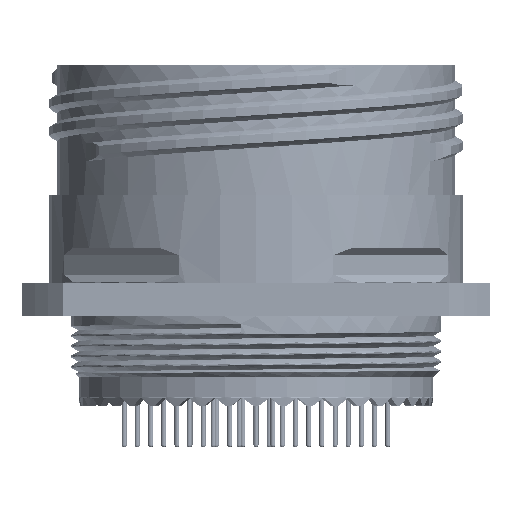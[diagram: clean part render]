
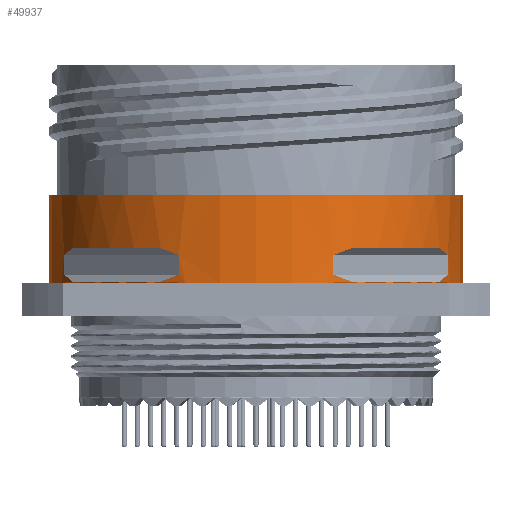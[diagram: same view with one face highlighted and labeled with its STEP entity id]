
A CAD part, left-side view. The second image highlights one B-rep face of the part: STEP entity #49937.
In plain terms, the highlighted cylindrical face has radius 18.948 mm (diameter 37.897 mm), a partial arc.
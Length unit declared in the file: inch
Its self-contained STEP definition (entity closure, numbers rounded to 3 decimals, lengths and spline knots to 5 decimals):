
#2978=CARTESIAN_POINT('',(0.,0.,0.3185));
#2979=DIRECTION('',(0.,0.,1.));
#2980=DIRECTION('',(0.,1.,0.));
#2981=AXIS2_PLACEMENT_3D('',#2978,#2979,#2980);
#2988=DIRECTION('',(0.,0.,1.));
#2989=VECTOR('',#2988,0.3185);
#2990=CARTESIAN_POINT('',(0.,0.746,0.));
#2991=LINE('',#2990,#2989);
#2992=DIRECTION('',(0.,0.,1.));
#2993=VECTOR('',#2992,0.3185);
#2994=CARTESIAN_POINT('',(0.,-0.746,0.));
#2995=LINE('',#2994,#2993);
#2996=CARTESIAN_POINT('',(0.,0.,0.));
#2997=DIRECTION('',(0.,0.,1.));
#2998=DIRECTION('',(0.,1.,0.));
#2999=AXIS2_PLACEMENT_3D('',#2996,#2997,#2998);
#3001=CARTESIAN_POINT('',(0.,0.,0.005));
#3002=DIRECTION('',(0.,0.,-1.));
#3003=DIRECTION('',(-0.887,0.461,0.));
#3004=AXIS2_PLACEMENT_3D('',#3001,#3002,#3003);
#3006=DIRECTION('',(0.,0.,-1.));
#3007=VECTOR('',#3006,0.07);
#3008=CARTESIAN_POINT('',(-0.69211,0.2784,0.1));
#3009=LINE('',#3008,#3007);
#3010=CARTESIAN_POINT('',(0.,0.,0.125));
#3011=DIRECTION('',(0.,0.,-1.));
#3012=DIRECTION('',(-0.887,0.461,0.));
#3013=AXIS2_PLACEMENT_3D('',#3010,#3011,#3012);
#3015=DIRECTION('',(0.,0.,-1.));
#3016=VECTOR('',#3015,0.07);
#3017=CARTESIAN_POINT('',(-0.2784,0.69211,0.1));
#3018=LINE('',#3017,#3016);
#3019=DIRECTION('',(0.,0.,-1.));
#3020=VECTOR('',#3019,0.07);
#3021=CARTESIAN_POINT('',(-0.69211,-0.2784,0.1));
#3022=LINE('',#3021,#3020);
#3023=CARTESIAN_POINT('',(0.,0.,0.005));
#3024=DIRECTION('',(0.,0.,-1.));
#3025=DIRECTION('',(-0.461,-0.887,0.));
#3026=AXIS2_PLACEMENT_3D('',#3023,#3024,#3025);
#3028=DIRECTION('',(0.,0.,-1.));
#3029=VECTOR('',#3028,0.07);
#3030=CARTESIAN_POINT('',(-0.2784,-0.69211,0.1));
#3031=LINE('',#3030,#3029);
#3032=CARTESIAN_POINT('',(0.,0.,0.125));
#3033=DIRECTION('',(0.,0.,-1.));
#3034=DIRECTION('',(-0.461,-0.887,0.));
#3035=AXIS2_PLACEMENT_3D('',#3032,#3033,#3034);
#29245=CARTESIAN_POINT('',(-0.34381,0.66205,0.005));
#29246=CARTESIAN_POINT('',(-0.32219,0.67328,
0.01235));
#29247=CARTESIAN_POINT('',(-0.30038,0.68326,
0.02071));
#29248=CARTESIAN_POINT('',(-0.2784,0.69211,0.03));
#29250=CARTESIAN_POINT('',(-0.69211,0.2784,0.03));
#29251=CARTESIAN_POINT('',(-0.68326,0.30038,
0.02071));
#29252=CARTESIAN_POINT('',(-0.67328,0.32219,
0.01235));
#29253=CARTESIAN_POINT('',(-0.66205,0.34381,0.005));
#29263=CARTESIAN_POINT('',(-0.66205,0.34381,0.125));
#29264=CARTESIAN_POINT('',(-0.67328,0.32219,
0.11765));
#29265=CARTESIAN_POINT('',(-0.68326,0.30038,
0.10929));
#29266=CARTESIAN_POINT('',(-0.69211,0.2784,0.1));
#29268=CARTESIAN_POINT('',(-0.2784,0.69211,0.1));
#29269=CARTESIAN_POINT('',(-0.30038,0.68326,
0.10929));
#29270=CARTESIAN_POINT('',(-0.32219,0.67328,
0.11765));
#29271=CARTESIAN_POINT('',(-0.34381,0.66205,0.125));
#29285=CARTESIAN_POINT('',(-0.66205,-0.34381,0.005));
#29286=CARTESIAN_POINT('',(-0.67328,-0.32219,
0.01235));
#29287=CARTESIAN_POINT('',(-0.68326,-0.30038,
0.02071));
#29288=CARTESIAN_POINT('',(-0.69211,-0.2784,0.03));
#29290=CARTESIAN_POINT('',(-0.2784,-0.69211,0.03));
#29291=CARTESIAN_POINT('',(-0.30038,-0.68326,
0.02071));
#29292=CARTESIAN_POINT('',(-0.32219,-0.67328,
0.01235));
#29293=CARTESIAN_POINT('',(-0.34381,-0.66205,0.005));
#29299=CARTESIAN_POINT('',(-0.34381,-0.66205,0.125));
#29300=CARTESIAN_POINT('',(-0.32219,-0.67328,
0.11765));
#29301=CARTESIAN_POINT('',(-0.30038,-0.68326,
0.10929));
#29302=CARTESIAN_POINT('',(-0.2784,-0.69211,0.1));
#29304=CARTESIAN_POINT('',(-0.69211,-0.2784,0.1));
#29305=CARTESIAN_POINT('',(-0.68326,-0.30038,
0.10929));
#29306=CARTESIAN_POINT('',(-0.67328,-0.32219,
0.11765));
#29307=CARTESIAN_POINT('',(-0.66205,-0.34381,0.125));
#40697=CARTESIAN_POINT('',(0.,0.746,0.));
#40698=CARTESIAN_POINT('',(0.,0.746,0.3185));
#40699=VERTEX_POINT('',#40697);
#40700=VERTEX_POINT('',#40698);
#40701=CARTESIAN_POINT('',(0.,-0.746,0.));
#40702=CARTESIAN_POINT('',(0.,-0.746,0.3185));
#40703=VERTEX_POINT('',#40701);
#40704=VERTEX_POINT('',#40702);
#41300=CARTESIAN_POINT('',(-0.34381,0.66205,0.005));
#41301=CARTESIAN_POINT('',(-0.66205,0.34381,0.005));
#41302=VERTEX_POINT('',#41300);
#41303=VERTEX_POINT('',#41301);
#41304=CARTESIAN_POINT('',(-0.2784,0.69211,0.03));
#41305=CARTESIAN_POINT('',(-0.69211,0.2784,0.03));
#41306=VERTEX_POINT('',#41304);
#41307=VERTEX_POINT('',#41305);
#41324=CARTESIAN_POINT('',(-0.66205,-0.34381,0.005));
#41325=CARTESIAN_POINT('',(-0.34381,-0.66205,0.005));
#41326=VERTEX_POINT('',#41324);
#41327=VERTEX_POINT('',#41325);
#41328=CARTESIAN_POINT('',(-0.69211,-0.2784,0.03));
#41329=CARTESIAN_POINT('',(-0.2784,-0.69211,0.03));
#41330=VERTEX_POINT('',#41328);
#41331=VERTEX_POINT('',#41329);
#41332=CARTESIAN_POINT('',(-0.66205,0.34381,0.125));
#41333=CARTESIAN_POINT('',(-0.34381,0.66205,0.125));
#41334=VERTEX_POINT('',#41332);
#41335=VERTEX_POINT('',#41333);
#41336=CARTESIAN_POINT('',(-0.69211,0.2784,0.1));
#41337=CARTESIAN_POINT('',(-0.2784,0.69211,0.1));
#41338=VERTEX_POINT('',#41336);
#41339=VERTEX_POINT('',#41337);
#41356=CARTESIAN_POINT('',(-0.34381,-0.66205,0.125));
#41357=CARTESIAN_POINT('',(-0.66205,-0.34381,0.125));
#41358=VERTEX_POINT('',#41356);
#41359=VERTEX_POINT('',#41357);
#41360=CARTESIAN_POINT('',(-0.2784,-0.69211,0.1));
#41361=CARTESIAN_POINT('',(-0.69211,-0.2784,0.1));
#41362=VERTEX_POINT('',#41360);
#41363=VERTEX_POINT('',#41361);
#49887=CARTESIAN_POINT('',(0.,0.,0.84905));
#49888=DIRECTION('',(0.,0.,-1.));
#49889=DIRECTION('',(0.,-1.,0.));
#49890=AXIS2_PLACEMENT_3D('',#49887,#49888,#49889);
#49891=CYLINDRICAL_SURFACE('',#49890,0.746);
#49893=ORIENTED_EDGE('',*,*,#49892,.T.);
#49894=ORIENTED_EDGE('',*,*,#49876,.T.);
#49896=ORIENTED_EDGE('',*,*,#49895,.F.);
#49898=ORIENTED_EDGE('',*,*,#49897,.F.);
#49899=EDGE_LOOP('',(#49893,#49894,#49896,#49898));
#49900=FACE_OUTER_BOUND('',#49899,.F.);
#49902=ORIENTED_EDGE('',*,*,#49901,.F.);
#49904=ORIENTED_EDGE('',*,*,#49903,.F.);
#49906=ORIENTED_EDGE('',*,*,#49905,.F.);
#49908=ORIENTED_EDGE('',*,*,#49907,.F.);
#49910=ORIENTED_EDGE('',*,*,#49909,.T.);
#49912=ORIENTED_EDGE('',*,*,#49911,.F.);
#49914=ORIENTED_EDGE('',*,*,#49913,.T.);
#49916=ORIENTED_EDGE('',*,*,#49915,.F.);
#49917=EDGE_LOOP('',(#49902,#49904,#49906,#49908,#49910,#49912,#49914,#49916));
#49918=FACE_BOUND('',#49917,.F.);
#49920=ORIENTED_EDGE('',*,*,#49919,.T.);
#49922=ORIENTED_EDGE('',*,*,#49921,.F.);
#49924=ORIENTED_EDGE('',*,*,#49923,.F.);
#49926=ORIENTED_EDGE('',*,*,#49925,.F.);
#49928=ORIENTED_EDGE('',*,*,#49927,.F.);
#49930=ORIENTED_EDGE('',*,*,#49929,.F.);
#49932=ORIENTED_EDGE('',*,*,#49931,.T.);
#49934=ORIENTED_EDGE('',*,*,#49933,.F.);
#49935=EDGE_LOOP('',(#49920,#49922,#49924,#49926,#49928,#49930,#49932,#49934));
#49936=FACE_BOUND('',#49935,.F.);
#49937=ADVANCED_FACE('',(#49900,#49918,#49936),#49891,.T.);
#2982=CIRCLE('',#2981,0.746);
#3000=CIRCLE('',#2999,0.746);
#3005=CIRCLE('',#3004,0.746);
#3014=CIRCLE('',#3013,0.746);
#3027=CIRCLE('',#3026,0.746);
#3036=CIRCLE('',#3035,0.746);
#29249=B_SPLINE_CURVE_WITH_KNOTS('',3,(#29245,#29246,#29247,#29248),
.UNSPECIFIED.,.F.,.F.,(4,4),(0.,1.),.UNSPECIFIED.);
#29254=B_SPLINE_CURVE_WITH_KNOTS('',3,(#29250,#29251,#29252,#29253),
.UNSPECIFIED.,.F.,.F.,(4,4),(0.,1.),.UNSPECIFIED.);
#29267=B_SPLINE_CURVE_WITH_KNOTS('',3,(#29263,#29264,#29265,#29266),
.UNSPECIFIED.,.F.,.F.,(4,4),(0.,1.),.UNSPECIFIED.);
#29272=B_SPLINE_CURVE_WITH_KNOTS('',3,(#29268,#29269,#29270,#29271),
.UNSPECIFIED.,.F.,.F.,(4,4),(0.,1.),.UNSPECIFIED.);
#29289=B_SPLINE_CURVE_WITH_KNOTS('',3,(#29285,#29286,#29287,#29288),
.UNSPECIFIED.,.F.,.F.,(4,4),(0.,1.),.UNSPECIFIED.);
#29294=B_SPLINE_CURVE_WITH_KNOTS('',3,(#29290,#29291,#29292,#29293),
.UNSPECIFIED.,.F.,.F.,(4,4),(0.,1.),.UNSPECIFIED.);
#29303=B_SPLINE_CURVE_WITH_KNOTS('',3,(#29299,#29300,#29301,#29302),
.UNSPECIFIED.,.F.,.F.,(4,4),(0.,1.),.UNSPECIFIED.);
#29308=B_SPLINE_CURVE_WITH_KNOTS('',3,(#29304,#29305,#29306,#29307),
.UNSPECIFIED.,.F.,.F.,(4,4),(0.,1.),.UNSPECIFIED.);
#49876=EDGE_CURVE('',#40700,#40704,#2982,.T.);
#49892=EDGE_CURVE('',#40699,#40700,#2991,.T.);
#49895=EDGE_CURVE('',#40703,#40704,#2995,.T.);
#49897=EDGE_CURVE('',#40699,#40703,#3000,.T.);
#49901=EDGE_CURVE('',#41303,#41302,#3005,.T.);
#49903=EDGE_CURVE('',#41307,#41303,#29254,.T.);
#49905=EDGE_CURVE('',#41338,#41307,#3009,.T.);
#49907=EDGE_CURVE('',#41334,#41338,#29267,.T.);
#49909=EDGE_CURVE('',#41334,#41335,#3014,.T.);
#49911=EDGE_CURVE('',#41339,#41335,#29272,.T.);
#49913=EDGE_CURVE('',#41339,#41306,#3018,.T.);
#49915=EDGE_CURVE('',#41302,#41306,#29249,.T.);
#49919=EDGE_CURVE('',#41363,#41330,#3022,.T.);
#49921=EDGE_CURVE('',#41326,#41330,#29289,.T.);
#49923=EDGE_CURVE('',#41327,#41326,#3027,.T.);
#49925=EDGE_CURVE('',#41331,#41327,#29294,.T.);
#49927=EDGE_CURVE('',#41362,#41331,#3031,.T.);
#49929=EDGE_CURVE('',#41358,#41362,#29303,.T.);
#49931=EDGE_CURVE('',#41358,#41359,#3036,.T.);
#49933=EDGE_CURVE('',#41363,#41359,#29308,.T.);
